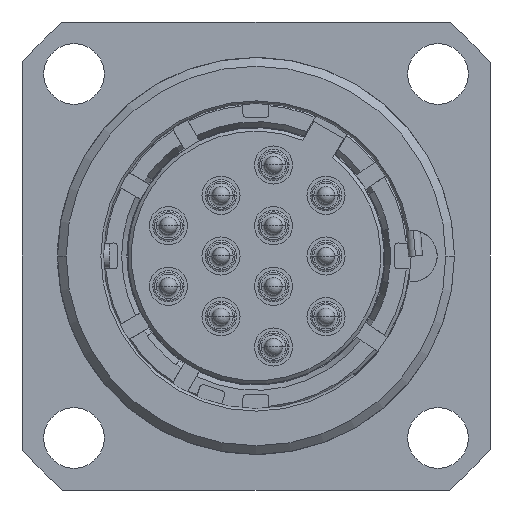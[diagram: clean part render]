
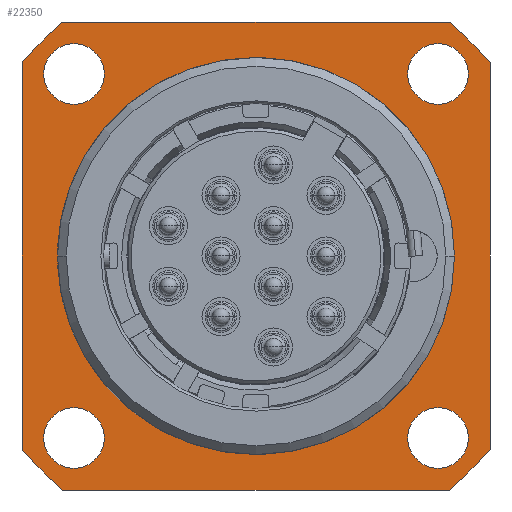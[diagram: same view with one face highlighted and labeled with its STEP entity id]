
A CAD part, left-side view. The second image highlights one B-rep face of the part: STEP entity #22350.
In plain terms, the highlighted planar face has unit normal (-1, 0, 0).
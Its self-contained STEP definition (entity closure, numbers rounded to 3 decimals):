
#4706=CARTESIAN_POINT('',(5.6,0.,0.));
#4707=DIRECTION('',(-1.,0.,0.));
#4708=DIRECTION('',(0.,0.998,-0.061));
#4709=AXIS2_PLACEMENT_3D('',#4706,#4707,#4708);
#4724=DIRECTION('',(0.,1.,0.));
#4725=VECTOR('',#4724,0.19);
#4726=CARTESIAN_POINT('',(5.6,11.239,-0.7));
#4727=LINE('1659',#4726,#4725);
#4741=DIRECTION('',(0.,1.,0.));
#4742=VECTOR('',#4741,0.19);
#4743=CARTESIAN_POINT('',(5.6,11.239,0.7));
#4744=LINE('1658',#4743,#4742);
#4757=DIRECTION('',(0.,0.,1.));
#4758=VECTOR('',#4757,22.271);
#4759=CARTESIAN_POINT('',(5.6,-13.5,-11.136));
#4760=LINE('1508',#4759,#4758);
#4761=CARTESIAN_POINT('',(5.6,0.,0.));
#4762=DIRECTION('',(-1.,0.,0.));
#4763=DIRECTION('',(0.,-0.636,-0.771));
#4764=AXIS2_PLACEMENT_3D('',#4761,#4762,#4763);
#4766=DIRECTION('',(0.,-1.,0.));
#4767=VECTOR('',#4766,22.271);
#4768=CARTESIAN_POINT('',(5.6,11.136,-13.5));
#4769=LINE('1510',#4768,#4767);
#4770=CARTESIAN_POINT('',(5.6,0.,0.));
#4771=DIRECTION('',(-1.,0.,0.));
#4772=DIRECTION('',(0.,0.771,-0.636));
#4773=AXIS2_PLACEMENT_3D('',#4770,#4771,#4772);
#4775=DIRECTION('',(0.,0.,-1.));
#4776=VECTOR('',#4775,22.271);
#4777=CARTESIAN_POINT('',(5.6,13.5,11.136));
#4778=LINE('1512',#4777,#4776);
#4779=CARTESIAN_POINT('',(5.6,0.,0.));
#4780=DIRECTION('',(-1.,0.,0.));
#4781=DIRECTION('',(0.,0.636,0.771));
#4782=AXIS2_PLACEMENT_3D('',#4779,#4780,#4781);
#4784=DIRECTION('',(0.,1.,0.));
#4785=VECTOR('',#4784,22.271);
#4786=CARTESIAN_POINT('',(5.6,-11.136,13.5));
#4787=LINE('1514',#4786,#4785);
#4788=CARTESIAN_POINT('',(5.6,0.,0.));
#4789=DIRECTION('',(-1.,0.,0.));
#4790=DIRECTION('',(0.,-0.771,0.636));
#4791=AXIS2_PLACEMENT_3D('',#4788,#4789,#4790);
#4793=CARTESIAN_POINT('',(5.6,10.5,10.5));
#4794=DIRECTION('',(1.,0.,0.));
#4795=DIRECTION('',(0.,1.,0.));
#4796=AXIS2_PLACEMENT_3D('',#4793,#4794,#4795);
#4798=CARTESIAN_POINT('',(5.6,10.5,10.5));
#4799=DIRECTION('',(1.,0.,0.));
#4800=DIRECTION('',(0.,-1.,0.));
#4801=AXIS2_PLACEMENT_3D('',#4798,#4799,#4800);
#4803=CARTESIAN_POINT('',(5.6,10.5,-10.5));
#4804=DIRECTION('',(1.,0.,0.));
#4805=DIRECTION('',(0.,1.,0.));
#4806=AXIS2_PLACEMENT_3D('',#4803,#4804,#4805);
#4808=CARTESIAN_POINT('',(5.6,10.5,-10.5));
#4809=DIRECTION('',(1.,0.,0.));
#4810=DIRECTION('',(0.,-1.,0.));
#4811=AXIS2_PLACEMENT_3D('',#4808,#4809,#4810);
#4813=CARTESIAN_POINT('',(5.6,-10.5,-10.5));
#4814=DIRECTION('',(1.,0.,0.));
#4815=DIRECTION('',(0.,1.,0.));
#4816=AXIS2_PLACEMENT_3D('',#4813,#4814,#4815);
#4818=CARTESIAN_POINT('',(5.6,-10.5,-10.5));
#4819=DIRECTION('',(1.,0.,0.));
#4820=DIRECTION('',(0.,-1.,0.));
#4821=AXIS2_PLACEMENT_3D('',#4818,#4819,#4820);
#4823=CARTESIAN_POINT('',(5.6,-10.5,10.5));
#4824=DIRECTION('',(1.,0.,0.));
#4825=DIRECTION('',(0.,1.,0.));
#4826=AXIS2_PLACEMENT_3D('',#4823,#4824,#4825);
#4828=CARTESIAN_POINT('',(5.6,-10.5,10.5));
#4829=DIRECTION('',(1.,0.,0.));
#4830=DIRECTION('',(0.,-1.,0.));
#4831=AXIS2_PLACEMENT_3D('',#4828,#4829,#4830);
#4833=DIRECTION('',(0.,0.,-1.));
#4834=VECTOR('',#4833,1.4);
#4835=CARTESIAN_POINT('',(5.6,11.239,0.7));
#4836=LINE('1657',#4835,#4834);
#9891=CARTESIAN_POINT('',(5.6,0.,0.));
#9892=DIRECTION('',(-1.,0.,0.));
#9893=DIRECTION('',(0.,-1.,0.));
#9894=AXIS2_PLACEMENT_3D('',#9891,#9892,#9893);
#9977=CARTESIAN_POINT('',(5.6,-13.5,-11.136));
#9978=CARTESIAN_POINT('',(5.6,-13.5,11.136));
#9979=VERTEX_POINT('',#9977);
#9980=VERTEX_POINT('',#9978);
#9981=CARTESIAN_POINT('',(5.6,-11.136,-13.5));
#9982=VERTEX_POINT('',#9981);
#9983=CARTESIAN_POINT('',(5.6,11.136,-13.5));
#9984=VERTEX_POINT('',#9983);
#9985=CARTESIAN_POINT('',(5.6,13.5,-11.136));
#9986=VERTEX_POINT('',#9985);
#9987=CARTESIAN_POINT('',(5.6,13.5,11.136));
#9988=VERTEX_POINT('',#9987);
#9989=CARTESIAN_POINT('',(5.6,11.136,13.5));
#9990=VERTEX_POINT('',#9989);
#9991=CARTESIAN_POINT('',(5.6,-11.136,13.5));
#9992=VERTEX_POINT('',#9991);
#10001=CARTESIAN_POINT('',(5.6,-11.45,0.));
#10002=VERTEX_POINT('',#10001);
#10007=CARTESIAN_POINT('',(5.6,12.25,10.5));
#10008=CARTESIAN_POINT('',(5.6,8.75,10.5));
#10009=VERTEX_POINT('',#10007);
#10010=VERTEX_POINT('',#10008);
#10015=CARTESIAN_POINT('',(5.6,12.25,-10.5));
#10016=CARTESIAN_POINT('',(5.6,8.75,-10.5));
#10017=VERTEX_POINT('',#10015);
#10018=VERTEX_POINT('',#10016);
#10023=CARTESIAN_POINT('',(5.6,-8.75,-10.5));
#10024=CARTESIAN_POINT('',(5.6,-12.25,-10.5));
#10025=VERTEX_POINT('',#10023);
#10026=VERTEX_POINT('',#10024);
#10031=CARTESIAN_POINT('',(5.6,-8.75,10.5));
#10032=CARTESIAN_POINT('',(5.6,-12.25,10.5));
#10033=VERTEX_POINT('',#10031);
#10034=VERTEX_POINT('',#10032);
#10091=CARTESIAN_POINT('',(5.6,11.429,0.7));
#10093=VERTEX_POINT('',#10091);
#10095=CARTESIAN_POINT('',(5.6,11.429,-0.7));
#10097=VERTEX_POINT('',#10095);
#10143=CARTESIAN_POINT('',(5.6,11.239,0.7));
#10144=CARTESIAN_POINT('',(5.6,11.239,-0.7));
#10145=VERTEX_POINT('',#10143);
#10146=VERTEX_POINT('',#10144);
#22295=CARTESIAN_POINT('',(5.6,0.,0.));
#22296=DIRECTION('',(1.,0.,0.));
#22297=DIRECTION('',(0.,0.,-1.));
#22298=AXIS2_PLACEMENT_3D('',#22295,#22296,#22297);
#22299=PLANE('273',#22298);
#22301=ORIENTED_EDGE('1508',*,*,#22300,.F.);
#22303=ORIENTED_EDGE('1509',*,*,#22302,.F.);
#22305=ORIENTED_EDGE('1510',*,*,#22304,.F.);
#22307=ORIENTED_EDGE('1511',*,*,#22306,.F.);
#22309=ORIENTED_EDGE('1512',*,*,#22308,.F.);
#22311=ORIENTED_EDGE('1513',*,*,#22310,.F.);
#22313=ORIENTED_EDGE('1514',*,*,#22312,.F.);
#22315=ORIENTED_EDGE('1515',*,*,#22314,.F.);
#22316=EDGE_LOOP('273',(#22301,#22303,#22305,#22307,#22309,#22311,#22313,
#22315));
#22317=FACE_OUTER_BOUND('273',#22316,.F.);
#22319=ORIENTED_EDGE('1531',*,*,#22318,.F.);
#22321=ORIENTED_EDGE('1532',*,*,#22320,.F.);
#22322=EDGE_LOOP('273',(#22319,#22321));
#22323=FACE_BOUND('273',#22322,.F.);
#22325=ORIENTED_EDGE('1537',*,*,#22324,.F.);
#22327=ORIENTED_EDGE('1538',*,*,#22326,.F.);
#22328=EDGE_LOOP('273',(#22325,#22327));
#22329=FACE_BOUND('273',#22328,.F.);
#22331=ORIENTED_EDGE('1543',*,*,#22330,.F.);
#22333=ORIENTED_EDGE('1544',*,*,#22332,.F.);
#22334=EDGE_LOOP('273',(#22331,#22333));
#22335=FACE_BOUND('273',#22334,.F.);
#22337=ORIENTED_EDGE('1549',*,*,#22336,.F.);
#22339=ORIENTED_EDGE('1550',*,*,#22338,.F.);
#22340=EDGE_LOOP('273',(#22337,#22339));
#22341=FACE_BOUND('273',#22340,.F.);
#22342=ORIENTED_EDGE('1657',*,*,#22282,.T.);
#22343=ORIENTED_EDGE('1659',*,*,#22213,.T.);
#22344=ORIENTED_EDGE('1607',*,*,#22189,.T.);
#22346=ORIENTED_EDGE('1606',*,*,#22345,.T.);
#22347=ORIENTED_EDGE('1658',*,*,#22257,.F.);
#22348=EDGE_LOOP('273',(#22342,#22343,#22344,#22346,#22347));
#22349=FACE_BOUND('273',#22348,.F.);
#4710=CIRCLE('1607',#4709,11.45);
#4765=CIRCLE('1509',#4764,17.5);
#4774=CIRCLE('1511',#4773,17.5);
#4783=CIRCLE('1513',#4782,17.5);
#4792=CIRCLE('1515',#4791,17.5);
#4797=CIRCLE('1531',#4796,1.75);
#4802=CIRCLE('1532',#4801,1.75);
#4807=CIRCLE('1537',#4806,1.75);
#4812=CIRCLE('1538',#4811,1.75);
#4817=CIRCLE('1543',#4816,1.75);
#4822=CIRCLE('1544',#4821,1.75);
#4827=CIRCLE('1549',#4826,1.75);
#4832=CIRCLE('1550',#4831,1.75);
#9895=CIRCLE('1606',#9894,11.45);
#22189=EDGE_CURVE('1607',#10097,#10002,#4710,.T.);
#22213=EDGE_CURVE('1659',#10146,#10097,#4727,.T.);
#22257=EDGE_CURVE('1658',#10145,#10093,#4744,.T.);
#22282=EDGE_CURVE('1657',#10145,#10146,#4836,.T.);
#22300=EDGE_CURVE('1508',#9979,#9980,#4760,.T.);
#22302=EDGE_CURVE('1509',#9982,#9979,#4765,.T.);
#22304=EDGE_CURVE('1510',#9984,#9982,#4769,.T.);
#22306=EDGE_CURVE('1511',#9986,#9984,#4774,.T.);
#22308=EDGE_CURVE('1512',#9988,#9986,#4778,.T.);
#22310=EDGE_CURVE('1513',#9990,#9988,#4783,.T.);
#22312=EDGE_CURVE('1514',#9992,#9990,#4787,.T.);
#22314=EDGE_CURVE('1515',#9980,#9992,#4792,.T.);
#22318=EDGE_CURVE('1531',#10009,#10010,#4797,.T.);
#22320=EDGE_CURVE('1532',#10010,#10009,#4802,.T.);
#22324=EDGE_CURVE('1537',#10017,#10018,#4807,.T.);
#22326=EDGE_CURVE('1538',#10018,#10017,#4812,.T.);
#22330=EDGE_CURVE('1543',#10025,#10026,#4817,.T.);
#22332=EDGE_CURVE('1544',#10026,#10025,#4822,.T.);
#22336=EDGE_CURVE('1549',#10033,#10034,#4827,.T.);
#22338=EDGE_CURVE('1550',#10034,#10033,#4832,.T.);
#22345=EDGE_CURVE('1606',#10002,#10093,#9895,.T.);
#22350=ADVANCED_FACE('273',(#22317,#22323,#22329,#22335,#22341,#22349),#22299,
.F.);
